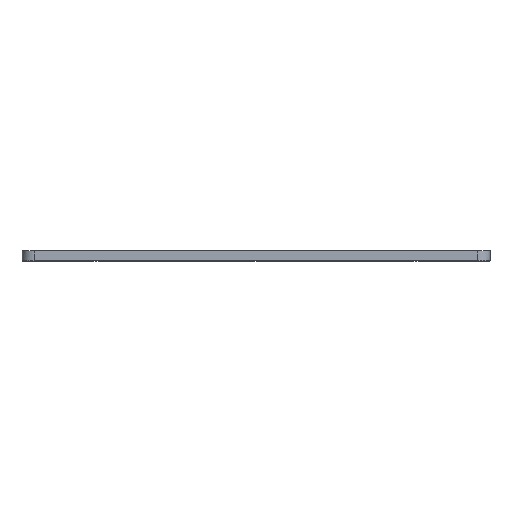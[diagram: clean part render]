
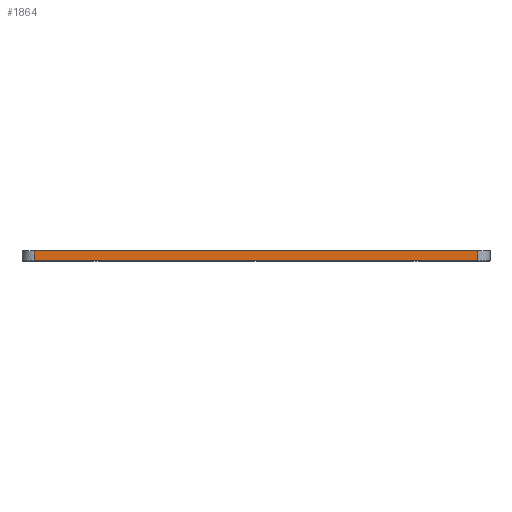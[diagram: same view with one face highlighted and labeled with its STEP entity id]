
A CAD part, top view. The second image highlights one B-rep face of the part: STEP entity #1864.
In plain terms, the highlighted planar face has unit normal (0, 0, 1).
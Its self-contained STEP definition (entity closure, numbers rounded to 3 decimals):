
#18 = B_SPLINE_CURVE_WITH_KNOTS ( 'NONE', 3,
 ( #818, #1136, #3344, #228 ),
 .UNSPECIFIED., .F., .F.,
 ( 4, 4 ),
 ( 0., 0.004 ),
 .UNSPECIFIED. ) ;
#228 = CARTESIAN_POINT ( 'NONE',  ( 90., 39., 61.75 ) ) ;
#239 = DIRECTION ( 'NONE',  ( -1., 0., 0. ) ) ;
#300 = CARTESIAN_POINT ( 'NONE',  ( 0., 39., 61.75 ) ) ;
#383 = AXIS2_PLACEMENT_3D ( 'NONE', #3375, #2775, #239 ) ;
#414 = EDGE_CURVE ( 'NONE', #3028, #1039, #2035, .T. ) ;
#502 = CARTESIAN_POINT ( 'NONE',  ( -90., 37.667, 61.75 ) ) ;
#818 = CARTESIAN_POINT ( 'NONE',  ( 90., 35., 61.75 ) ) ;
#858 = ORIENTED_EDGE ( 'NONE', *, *, #1382, .T. ) ;
#1039 = VERTEX_POINT ( 'NONE', #1173 ) ;
#1136 = CARTESIAN_POINT ( 'NONE',  ( 90., 36.333, 61.75 ) ) ;
#1173 = CARTESIAN_POINT ( 'NONE',  ( 90., 35., 61.75 ) ) ;
#1382 = EDGE_CURVE ( 'NONE', #1039, #3699, #18, .T. ) ;
#1477 = CARTESIAN_POINT ( 'NONE',  ( -90., 39., 61.75 ) ) ;
#1485 = B_SPLINE_CURVE_WITH_KNOTS ( 'NONE', 3,
 ( #3664, #502, #1766, #3032 ),
 .UNSPECIFIED., .F., .F.,
 ( 4, 4 ),
 ( 0., 0.004 ),
 .UNSPECIFIED. ) ;
#1487 = VERTEX_POINT ( 'NONE', #1477 ) ;
#1546 = PLANE ( 'NONE',  #383 ) ;
#1766 = CARTESIAN_POINT ( 'NONE',  ( -90., 36.333, 61.75 ) ) ;
#1864 = ADVANCED_FACE ( 'NONE', ( #2182 ), #1546, .F. ) ;
#2035 = LINE ( 'NONE', #3905, #2203 ) ;
#2125 = CARTESIAN_POINT ( 'NONE',  ( 90., 39., 61.75 ) ) ;
#2182 = FACE_OUTER_BOUND ( 'NONE', #3623, .T. ) ;
#2203 = VECTOR ( 'NONE', #2354, 1000. ) ;
#2297 = ORIENTED_EDGE ( 'NONE', *, *, #2953, .F. ) ;
#2354 = DIRECTION ( 'NONE',  ( 1., 0., 0. ) ) ;
#2507 = VECTOR ( 'NONE', #3487, 1000. ) ;
#2775 = DIRECTION ( 'NONE',  ( 0., 0., -1. ) ) ;
#2833 = CARTESIAN_POINT ( 'NONE',  ( -90., 35., 61.75 ) ) ;
#2953 = EDGE_CURVE ( 'NONE', #1487, #3699, #3751, .T. ) ;
#3028 = VERTEX_POINT ( 'NONE', #2833 ) ;
#3032 = CARTESIAN_POINT ( 'NONE',  ( -90., 35., 61.75 ) ) ;
#3344 = CARTESIAN_POINT ( 'NONE',  ( 90., 37.667, 61.75 ) ) ;
#3375 = CARTESIAN_POINT ( 'NONE',  ( 0., 39., 61.75 ) ) ;
#3461 = ORIENTED_EDGE ( 'NONE', *, *, #3638, .T. ) ;
#3487 = DIRECTION ( 'NONE',  ( 1., 0., 0. ) ) ;
#3623 = EDGE_LOOP ( 'NONE', ( #2297, #3461, #3924, #858 ) ) ;
#3638 = EDGE_CURVE ( 'NONE', #1487, #3028, #1485, .T. ) ;
#3664 = CARTESIAN_POINT ( 'NONE',  ( -90., 39., 61.75 ) ) ;
#3699 = VERTEX_POINT ( 'NONE', #2125 ) ;
#3751 = LINE ( 'NONE', #300, #2507 ) ;
#3905 = CARTESIAN_POINT ( 'NONE',  ( 0., 35., 61.75 ) ) ;
#3924 = ORIENTED_EDGE ( 'NONE', *, *, #414, .T. ) ;
